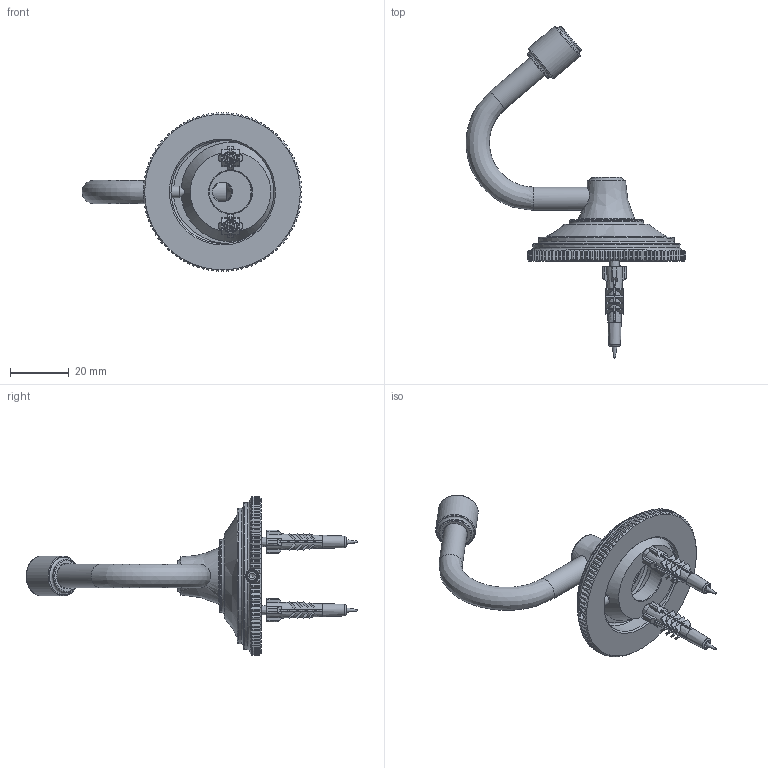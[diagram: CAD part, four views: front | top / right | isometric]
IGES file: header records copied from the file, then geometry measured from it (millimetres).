
Global section: file name: N6648-ROBE HOOK - BENT ARM; native system: Autodesk Inventor 2018; preprocessor: unknown; author: adaniels; date: 20181126.151558; units: millimetre
Bounding box: 74.72 x 112.83 x 54 mm (x, y, z)
Volume: 24549.6 mm3; surface area: 16850.2 mm2
Topology: 9 solids, 9 shells, 1072 faces, 2796 edges, 1735 vertices
Faces by surface type: bspline 1072
